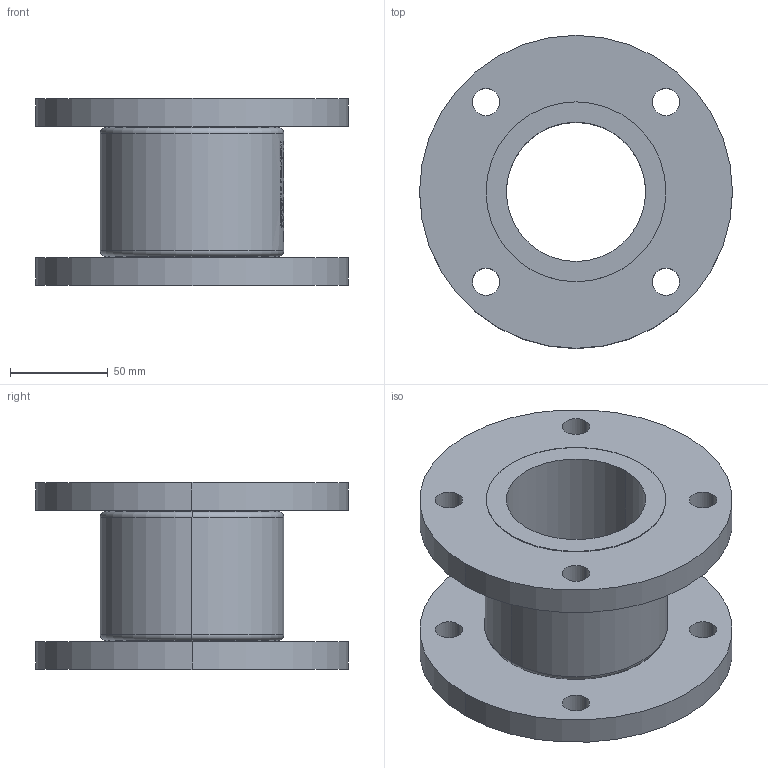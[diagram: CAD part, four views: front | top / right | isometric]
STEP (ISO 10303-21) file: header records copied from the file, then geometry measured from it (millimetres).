
FILE_DESCRIPTION (( 'STEP AP214' ), '1' );
FILE_NAME ('7150000_DN065_PN06_51422029.STEP', '2022-02-02T07:23:17', ( 'axxx' ), ( 'Hewlett-Packard Company' ), 'SwSTEP 2.0', 'SolidWorks 2019', '' );
FILE_SCHEMA (( 'AUTOMOTIVE_DESIGN' ));
Length unit declared in the file: millimetre
Products named in the file (1): 7150000_DN065_PN06_51422029
Bounding box: 160 x 160 x 96 mm (x, y, z)
Volume: 629912.7 mm3; surface area: 126969.2 mm2
Topology: 1 solids, 1 shells, 536 faces, 1391 edges, 926 vertices
Faces by surface type: plane 245, bspline 234, cylinder 49, torus 8
Entity records: 29691 total; most frequent: CARTESIAN_POINT 18109, ORIENTED_EDGE 2782, DIRECTION 1612, EDGE_CURVE 1391, VERTEX_POINT 926, VECTOR 738, LINE 738, EDGE_LOOP 623
